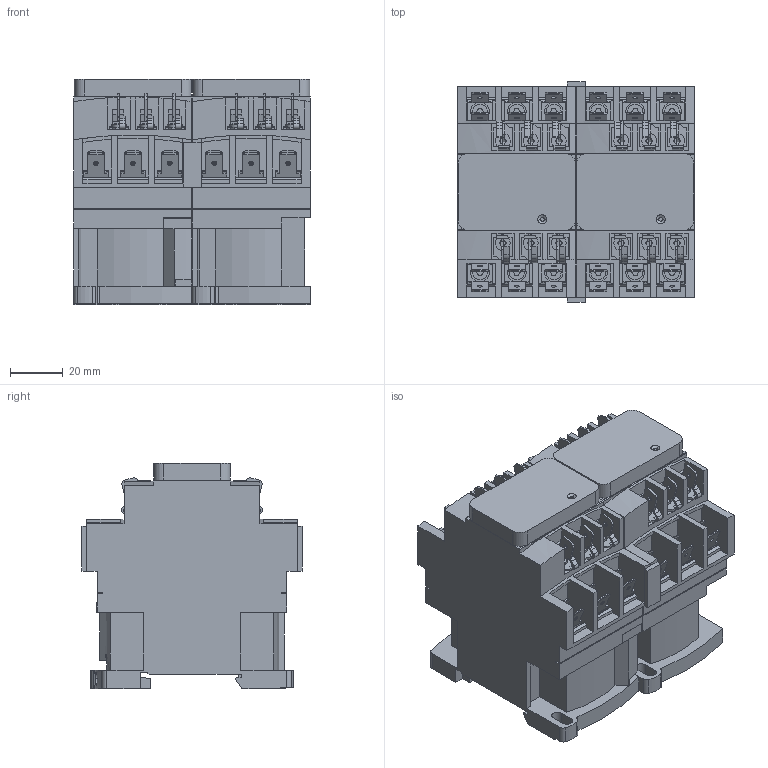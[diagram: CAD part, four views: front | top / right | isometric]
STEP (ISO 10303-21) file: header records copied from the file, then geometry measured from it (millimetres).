
FILE_DESCRIPTION((''),'2;1');
FILE_NAME('LC2D099-129-189XX-3D_ASM','2022-09-09T13:26:02',('SESA507772'),('Schneider-Electric'),'CREO PARAMETRIC BY PTC INC, 2021284','CREO PARAMETRIC BY PTC INC, 2021284','');
FILE_SCHEMA(('AP242_MANAGED_MODEL_BASED_3D_ENGINEERING_MIM_LF { 1 0 10303 442 1 1 4 }'));
Length unit declared in the file: millimetre
Products named in the file (7): LC2D099-129-189XX; TERMINAL; TERMINAL2; LC2D099-129-189XX_ASM; CONNECTOR; COUPLER; LC2D099-129-189XX-3D_ASM
Assembly tree (18 placements, depth 3):
  LC2D099-129-189XX-3D_ASM
    LC2D099-129-189XX_ASM  x2
      LC2D099-129-189XX
      TERMINAL
      TERMINAL2
    CONNECTOR
    COUPLER  x2
Bounding box: 89.7 x 83.6 x 85.55 mm (x, y, z)
Volume: 396843 mm3; surface area: 102325.2 mm2
Topology: 43 solids, 43 shells, 2522 faces, 7070 edges, 4672 vertices
Faces by surface type: plane 1853, cylinder 665, cone 4
Entity records: 22713 total; most frequent: CARTESIAN_POINT 3189, ORIENTED_EDGE 2920, DIRECTION 2813, PRESENTATION_STYLE_ASSIGNMENT 1563, STYLED_ITEM 1467, CURVE_STYLE 1460, EDGE_CURVE 1460, VECTOR 1191
